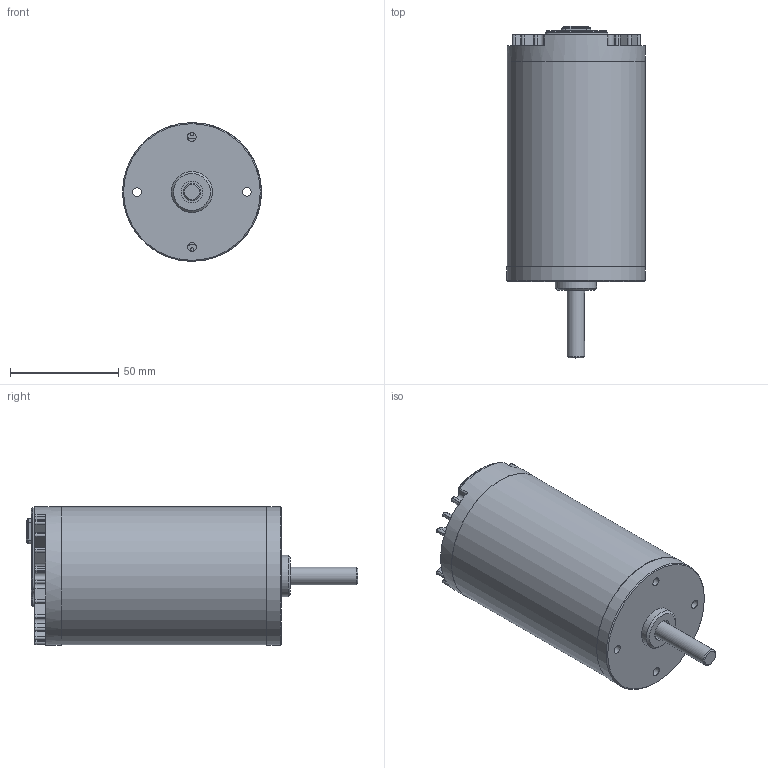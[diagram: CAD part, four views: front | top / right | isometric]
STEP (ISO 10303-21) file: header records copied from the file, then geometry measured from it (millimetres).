
FILE_DESCRIPTION(/* description */ (''),/* implementation_level */ '2;1');
FILE_NAME(/* name */ 'BDC-10001 Venom Assy.step',/* time_stamp */ '2021-12-28T22:35:24-06:00',/* author */ (''),/* organization */ (''),/* preprocessor_version */ 'ST-DEVELOPER v18.1',/* originating_system */ 'Autodesk Translation Framework v10.10.0.1391',/* authorisation */ '');
FILE_SCHEMA (('AUTOMOTIVE_DESIGN { 1 0 10303 214 3 1 1 }'));
Length unit declared in the file: millimetre
Products named in the file (7): Assembly; Backplate v9; Backplate v9_RearCover_StdEncoder v1; RearCover_ConnCap; Body; Rotor; Front Plate
Assembly tree (6 placements, depth 4):
  Assembly
    Backplate v9
      Backplate v9_RearCover_StdEncoder v1
        RearCover_ConnCap
    Body
    Rotor
    Front Plate
Bounding box: 64.22 x 153.44 x 64.15 mm (x, y, z)
Volume: 175861 mm3; surface area: 80502.4 mm2
Topology: 6 solids, 6 shells, 646 faces, 1721 edges, 1117 vertices
Faces by surface type: cylinder 296, plane 295, torus 27, cone 26, bspline 2
Full cylindrical faces by diameter (mm): 1.6 x5, 2.5 x6, 3.15 x1, 3.3 x1, 4.04 x6, 4.5 x1, 4.75 x2, 4.8 x1, 5 x4, 5.2 x2, 8 x2, 10 x4, 11.4 x1, 11.998 x1, 16 x2, 19 x1, 19.05 x1, 27 x1, 58 x1, 58.35 x1, 58.4 x1, 63.9 x1, 64 x1, 64.15 x1
Entity records: 21485 total; most frequent: CARTESIAN_POINT 4306, DIRECTION 3735, ORIENTED_EDGE 3442, EDGE_CURVE 1721, AXIS2_PLACEMENT_3D 1424, VERTEX_POINT 1117, LINE 887, VECTOR 887
